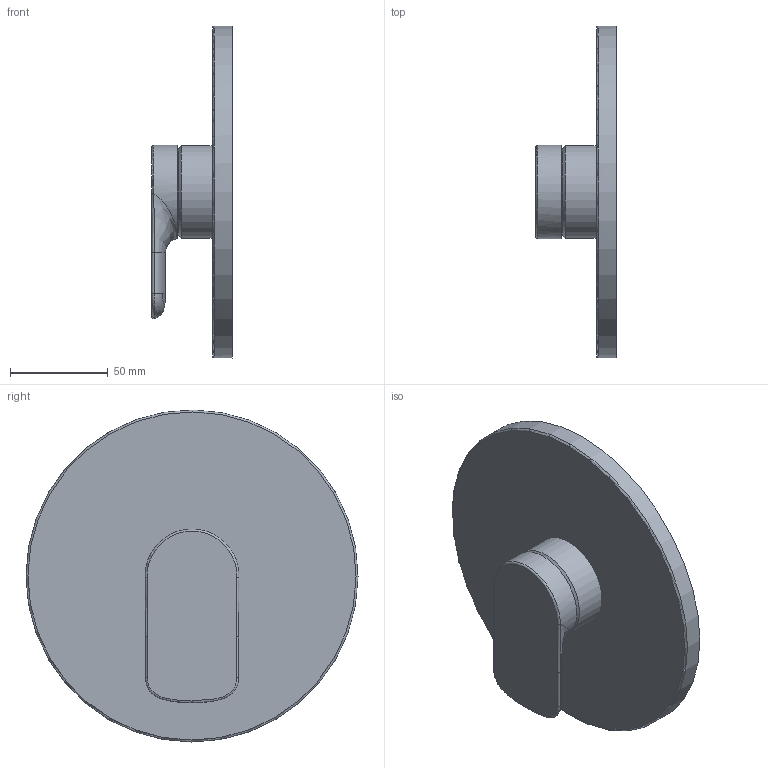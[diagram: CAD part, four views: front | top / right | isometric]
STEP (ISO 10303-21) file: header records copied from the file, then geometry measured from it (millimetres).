
FILE_DESCRIPTION(/* description */ (''),/* implementation_level */ '2;1');
FILE_NAME(/* name */ 'TVS10435200061_asm.step',/* time_stamp */ '2022-11-30T13:55:15+01:00',/* author */ (''),/* organization */ (''),/* preprocessor_version */ 'ST-DEVELOPER v19.2',/* originating_system */ 'Autodesk Translation Framework v11.17.0.187',/* authorisation */ '');
FILE_SCHEMA (('AUTOMOTIVE_DESIGN { 1 0 10303 214 3 1 1 }'));
Length unit declared in the file: millimetre
Products named in the file (30): (Nicht gespeichert); 80T01337M; 81TS0200G; 8J22X2A; 8XJS0200; 7SJ56266; 8SJBS000; 104F585HY; 81T34177; 81T00495; 8EM5X4; J10350KS00_ASM; J10350KS00-R01; 8YG00495; 8J39X25; 8ZG00495; A2BS0000_ASM; 86BS0000; 8XJBS003; 7MB01495_ASM; 80W01495; 80W24182; 8J53X32; 80P35WHK2; 8EM5X5; 80N16494; 8PM5X45; 8J171X24A; 8BS40X112; 8BS25
Assembly tree (46 placements, depth 3):
  (Nicht gespeichert)
    80T01337M
    81TS0200G  x2
    8J22X2A  x2
    8XJS0200  x2
    7SJ56266  x2
    8J171X24A  x8
    8SJBS000  x4
    104F585HY
    81T34177
    81T00495
    8EM5X4
    J10350KS00_ASM
      J10350KS00-R01
    8YG00495
    8J39X25
    8ZG00495
    A2BS0000_ASM
      86BS0000
      8XJBS003
    7MB01495_ASM
      80W01495
      80W24182
    8J53X32
    80P35WHK2
    8EM5X5
    80N16494
    8PM5X45  x4
    8BS40X112
    8BS25
Bounding box: 41.1 x 170 x 170 mm (x, y, z)
Volume: 272937.4 mm3; surface area: 73714.7 mm2
Topology: 3 solids, 4 shells, 39 faces, 86 edges, 54 vertices
Faces by surface type: bspline 12, cylinder 11, plane 9, cone 3, sphere 2, torus 2
Full cylindrical faces by diameter (mm): 39 x1, 41.85 x1, 45.6 x1, 47.5 x1, 48 x1, 170 x1
Entity records: 5900 total; most frequent: CARTESIAN_POINT 4137, DIRECTION 306, ORIENTED_EDGE 171, AXIS2_PLACEMENT_3D 143, EDGE_CURVE 86, PRODUCT_DEFINITION_SHAPE 76, VERTEX_POINT 54, DERIVED_UNIT_ELEMENT 52
